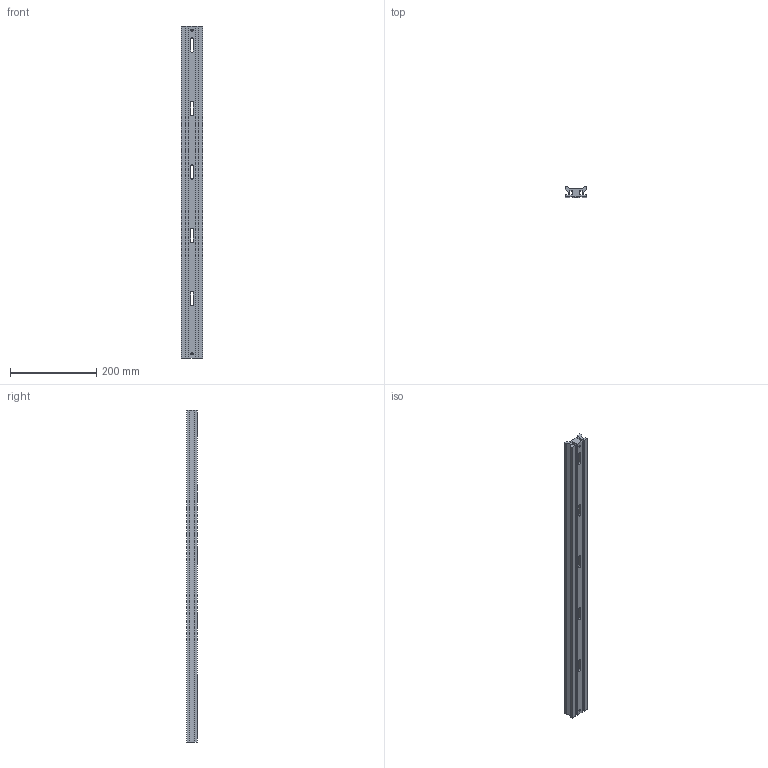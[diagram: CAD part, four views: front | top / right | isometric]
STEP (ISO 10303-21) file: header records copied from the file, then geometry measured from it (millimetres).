
FILE_DESCRIPTION (( 'STEP AP203' ), '1' );
FILE_NAME ('01ORL-3(M).STEP', '2016-02-25T08:27:04', ( '' ), ( '' ), 'SwSTEP 2.0', 'SolidWorks 2016', '' );
FILE_SCHEMA (( 'CONFIG_CONTROL_DESIGN' ));
Length unit declared in the file: millimetre
Products named in the file (1): 01ORL-3(M)
Bounding box: 50 x 24.5 x 770 mm (x, y, z)
Volume: 588850.6 mm3; surface area: 193552.1 mm2
Topology: 1 solids, 1 shells, 97 faces, 266 edges, 174 vertices
Faces by surface type: plane 59, cylinder 34, cone 4
Entity records: 3153 total; most frequent: CARTESIAN_POINT 534, DIRECTION 526, ORIENTED_EDGE 524, EDGE_CURVE 262, LINE 194, VECTOR 194, VERTEX_POINT 174, AXIS2_PLACEMENT_3D 166
